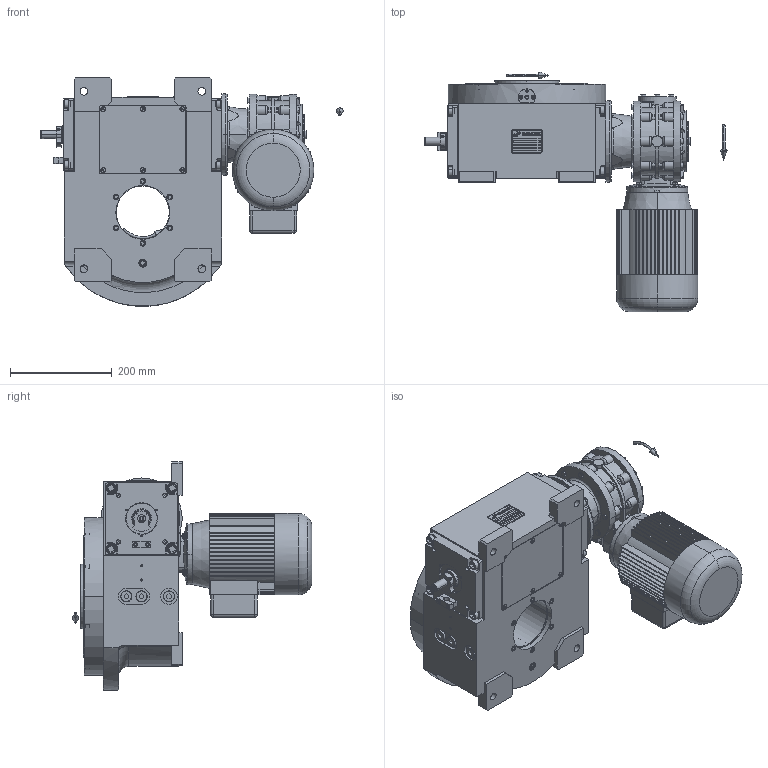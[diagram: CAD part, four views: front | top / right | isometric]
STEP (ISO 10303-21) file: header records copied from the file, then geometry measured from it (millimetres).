
FILE_DESCRIPTION (( 'STEP AP203' ), '1' );
FILE_NAME ('PC5201715.step', '2025-12-02T12:15:00', ( '' ), ( '' ), 'SwSTEP 2.0', 'SolidWorks 2020', '' );
FILE_SCHEMA (( 'CONFIG_CONTROL_DESIGN' ));
Length unit declared in the file: millimetre
Products named in the file (89): AS_rig09_002_bl; CFN2000_01_185.stp; CFN2155_01_195.stp; cfn2155_01_095; RIG09_005_AF0.stp; cfn2003_01_054; cfn2000_01_099; cfn2010_01_015.prt; cfn2070_05_009; rig09_002_bl; rig09_004; RIG09_021_AF0.stp; AS_rig09_071_8_m_n_02; rig09_003_8_s_001; cfn2000_01_081; cfn2151_01_233; freccia_angolare; rig09_016; cfn2476_01_002_60x46; cfn2128_19_002; cfn2000_01_152; CFN2223_02_004.stp; cfn2115_02_057; CFN2010_02_002.stp; CFN2203_02_002.stp; AS_rig09_004; olio_agip_blasia_150; cfn2115_01_006; rig09_007_master; CFN2356_03_053.stp; 900_38_11_06_4; cfn2401_01_003; cfn2205_01_015; AS_900_38_30_003; cfn2128_04_002; AS_cfn2476_01_002_60x46; cfn2107_01_001; TN80A4B14; CFN2010_01_020.stp; cfn2000_01_161 ...
Assembly tree (78 placements, depth 5):
  cfn2151_01_233
  CFN2223_02_004.stp
  cfn2115_02_057
  CFN2203_02_002.stp
  olio_agip_blasia_150
Bounding box: 594.5 x 471.5 x 450 mm (x, y, z)
Volume: 10882765.7 mm3; surface area: 1860921.1 mm2
Topology: 70 solids, 70 shells, 3993 faces, 9995 edges, 6346 vertices
Faces by surface type: plane 2062, cylinder 1142, cone 541, torus 230, bspline 10, sphere 8
Entity records: 142927 total; most frequent: CARTESIAN_POINT 39647, DIRECTION 19708, ORIENTED_EDGE 19530, EDGE_CURVE 9765, AXIS2_PLACEMENT_3D 7141, VERTEX_POINT 6259, VECTOR 5426, LINE 5426
